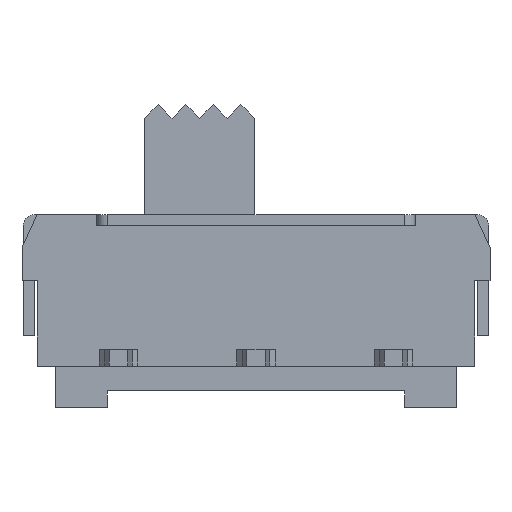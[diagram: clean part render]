
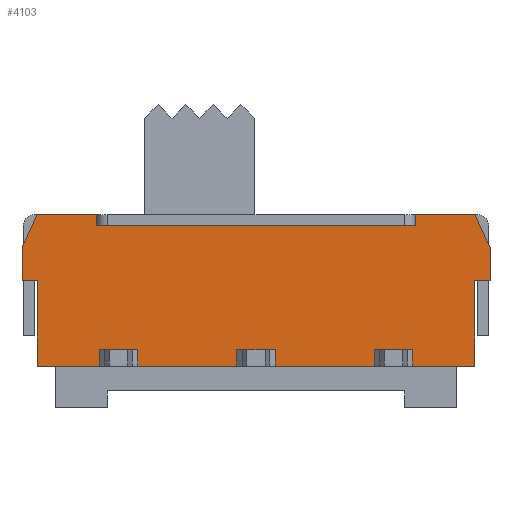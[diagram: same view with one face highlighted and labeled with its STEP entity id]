
A CAD part, left-side view. The second image highlights one B-rep face of the part: STEP entity #4103.
In plain terms, the highlighted planar face has unit normal (-1, 0, 0).
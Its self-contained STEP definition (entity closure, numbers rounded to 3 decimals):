
#342=FACE_OUTER_BOUND('',#540,.T.);
#540=EDGE_LOOP('',(#3419,#3420,#3421,#3422,#3423,#3424,#3425,#3426,#3427,
#3428,#3429,#3430,#3431,#3432,#3433,#3434,#3435,#3436,#3437,#3438,#3439,
#3440,#3441,#3442,#3443,#3444));
#786=LINE('',#5845,#1328);
#796=LINE('',#5864,#1338);
#939=LINE('',#6150,#1481);
#943=LINE('',#6156,#1485);
#959=LINE('',#6187,#1501);
#994=LINE('',#6263,#1536);
#998=LINE('',#6270,#1540);
#999=LINE('',#6273,#1541);
#1002=LINE('',#6279,#1544);
#1004=LINE('',#6283,#1546);
#1015=LINE('',#6304,#1557);
#1016=LINE('',#6306,#1558);
#1017=LINE('',#6308,#1559);
#1018=LINE('',#6310,#1560);
#1019=LINE('',#6312,#1561);
#1020=LINE('',#6314,#1562);
#1021=LINE('',#6315,#1563);
#1022=LINE('',#6316,#1564);
#1023=LINE('',#6318,#1565);
#1024=LINE('',#6320,#1566);
#1025=LINE('',#6322,#1567);
#1026=LINE('',#6324,#1568);
#1027=LINE('',#6326,#1569);
#1028=LINE('',#6328,#1570);
#1029=LINE('',#6330,#1571);
#1030=LINE('',#6331,#1572);
#1328=VECTOR('',#4778,0.275);
#1338=VECTOR('',#4792,5.8);
#1481=VECTOR('',#5033,0.66);
#1485=VECTOR('',#5041,0.6);
#1501=VECTOR('',#5071,0.275);
#1536=VECTOR('',#5120,0.66);
#1540=VECTOR('',#5128,1.075);
#1541=VECTOR('',#5133,0.2);
#1544=VECTOR('',#5140,0.2);
#1546=VECTOR('',#5146,1.075);
#1557=VECTOR('',#5173,0.3);
#1558=VECTOR('',#5174,1.8);
#1559=VECTOR('',#5175,0.3);
#1560=VECTOR('',#5176,0.7);
#1561=VECTOR('',#5177,0.3);
#1562=VECTOR('',#5178,1.125);
#1563=VECTOR('',#5179,1.55);
#1564=VECTOR('',#5180,0.6);
#1565=VECTOR('',#5181,1.55);
#1566=VECTOR('',#5182,1.125);
#1567=VECTOR('',#5183,0.3);
#1568=VECTOR('',#5184,0.7);
#1569=VECTOR('',#5185,0.3);
#1570=VECTOR('',#5186,1.8);
#1571=VECTOR('',#5187,0.3);
#1572=VECTOR('',#5188,0.7);
#1839=VERTEX_POINT('',#5842);
#1840=VERTEX_POINT('',#5844);
#1846=VERTEX_POINT('',#5861);
#1847=VERTEX_POINT('',#5863);
#1940=VERTEX_POINT('',#6147);
#1941=VERTEX_POINT('',#6149);
#1948=VERTEX_POINT('',#6184);
#1949=VERTEX_POINT('',#6186);
#1982=VERTEX_POINT('',#6260);
#1983=VERTEX_POINT('',#6262);
#1984=VERTEX_POINT('',#6268);
#1985=VERTEX_POINT('',#6277);
#1986=VERTEX_POINT('',#6302);
#1987=VERTEX_POINT('',#6303);
#1988=VERTEX_POINT('',#6305);
#1989=VERTEX_POINT('',#6307);
#1990=VERTEX_POINT('',#6309);
#1991=VERTEX_POINT('',#6311);
#1992=VERTEX_POINT('',#6313);
#1993=VERTEX_POINT('',#6317);
#1994=VERTEX_POINT('',#6319);
#1995=VERTEX_POINT('',#6321);
#1996=VERTEX_POINT('',#6323);
#1997=VERTEX_POINT('',#6325);
#1998=VERTEX_POINT('',#6327);
#1999=VERTEX_POINT('',#6329);
#2276=EDGE_CURVE('',#1839,#1840,#786,.T.);
#2286=EDGE_CURVE('',#1846,#1847,#796,.T.);
#2431=EDGE_CURVE('',#1940,#1941,#939,.T.);
#2435=EDGE_CURVE('',#1840,#1940,#943,.T.);
#2451=EDGE_CURVE('',#1948,#1949,#959,.T.);
#2486=EDGE_CURVE('',#1982,#1983,#994,.T.);
#2490=EDGE_CURVE('',#1984,#1982,#998,.T.);
#2491=EDGE_CURVE('',#1847,#1984,#999,.T.);
#2494=EDGE_CURVE('',#1985,#1846,#1002,.T.);
#2496=EDGE_CURVE('',#1941,#1985,#1004,.T.);
#2507=EDGE_CURVE('',#1986,#1987,#1015,.T.);
#2508=EDGE_CURVE('',#1988,#1986,#1016,.T.);
#2509=EDGE_CURVE('',#1989,#1988,#1017,.T.);
#2510=EDGE_CURVE('',#1990,#1989,#1018,.T.);
#2511=EDGE_CURVE('',#1991,#1990,#1019,.T.);
#2512=EDGE_CURVE('',#1992,#1991,#1020,.T.);
#2513=EDGE_CURVE('',#1949,#1992,#1021,.T.);
#2514=EDGE_CURVE('',#1983,#1948,#1022,.T.);
#2515=EDGE_CURVE('',#1993,#1839,#1023,.T.);
#2516=EDGE_CURVE('',#1994,#1993,#1024,.T.);
#2517=EDGE_CURVE('',#1995,#1994,#1025,.T.);
#2518=EDGE_CURVE('',#1996,#1995,#1026,.T.);
#2519=EDGE_CURVE('',#1997,#1996,#1027,.T.);
#2520=EDGE_CURVE('',#1998,#1997,#1028,.T.);
#2521=EDGE_CURVE('',#1999,#1998,#1029,.T.);
#2522=EDGE_CURVE('',#1987,#1999,#1030,.T.);
#3419=ORIENTED_EDGE('',*,*,#2507,.F.);
#3420=ORIENTED_EDGE('',*,*,#2508,.F.);
#3421=ORIENTED_EDGE('',*,*,#2509,.F.);
#3422=ORIENTED_EDGE('',*,*,#2510,.F.);
#3423=ORIENTED_EDGE('',*,*,#2511,.F.);
#3424=ORIENTED_EDGE('',*,*,#2512,.F.);
#3425=ORIENTED_EDGE('',*,*,#2513,.F.);
#3426=ORIENTED_EDGE('',*,*,#2451,.F.);
#3427=ORIENTED_EDGE('',*,*,#2514,.F.);
#3428=ORIENTED_EDGE('',*,*,#2486,.F.);
#3429=ORIENTED_EDGE('',*,*,#2490,.F.);
#3430=ORIENTED_EDGE('',*,*,#2491,.F.);
#3431=ORIENTED_EDGE('',*,*,#2286,.F.);
#3432=ORIENTED_EDGE('',*,*,#2494,.F.);
#3433=ORIENTED_EDGE('',*,*,#2496,.F.);
#3434=ORIENTED_EDGE('',*,*,#2431,.F.);
#3435=ORIENTED_EDGE('',*,*,#2435,.F.);
#3436=ORIENTED_EDGE('',*,*,#2276,.F.);
#3437=ORIENTED_EDGE('',*,*,#2515,.F.);
#3438=ORIENTED_EDGE('',*,*,#2516,.F.);
#3439=ORIENTED_EDGE('',*,*,#2517,.F.);
#3440=ORIENTED_EDGE('',*,*,#2518,.F.);
#3441=ORIENTED_EDGE('',*,*,#2519,.F.);
#3442=ORIENTED_EDGE('',*,*,#2520,.F.);
#3443=ORIENTED_EDGE('',*,*,#2521,.F.);
#3444=ORIENTED_EDGE('',*,*,#2522,.F.);
#3906=PLANE('',#4352);
#4103=ADVANCED_FACE('',(#342),#3906,.F.);
#4352=AXIS2_PLACEMENT_3D('',#6301,#5171,#5172);
#4778=DIRECTION('',(0.,1.,0.));
#4792=DIRECTION('',(0.,-1.,0.));
#5033=DIRECTION('',(0.,-0.417,0.909));
#5041=DIRECTION('',(0.,0.,1.));
#5071=DIRECTION('',(0.,1.,0.));
#5120=DIRECTION('',(0.,-0.417,-0.909));
#5128=DIRECTION('',(0.,-1.,0.));
#5133=DIRECTION('',(0.,0.,1.));
#5140=DIRECTION('',(0.,0.,-1.));
#5146=DIRECTION('',(0.,-1.,0.));
#5171=DIRECTION('center_axis',(1.,0.,0.));
#5172=DIRECTION('ref_axis',(0.,0.,-1.));
#5173=DIRECTION('',(0.,0.,1.));
#5174=DIRECTION('',(0.,1.,0.));
#5175=DIRECTION('',(0.,0.,-1.));
#5176=DIRECTION('',(0.,1.,0.));
#5177=DIRECTION('',(0.,0.,1.));
#5178=DIRECTION('',(0.,1.,0.));
#5179=DIRECTION('',(0.,0.,-1.));
#5180=DIRECTION('',(0.,0.,-1.));
#5181=DIRECTION('',(0.,0.,1.));
#5182=DIRECTION('',(0.,1.,0.));
#5183=DIRECTION('',(0.,0.,-1.));
#5184=DIRECTION('',(0.,1.,0.));
#5185=DIRECTION('',(0.,0.,1.));
#5186=DIRECTION('',(0.,1.,0.));
#5187=DIRECTION('',(0.,0.,-1.));
#5188=DIRECTION('',(0.,1.,0.));
#5842=CARTESIAN_POINT('',(-1.75,3.975,1.55));
#5844=CARTESIAN_POINT('',(-1.75,4.25,1.55));
#5845=CARTESIAN_POINT('',(-1.75,3.975,1.55));
#5861=CARTESIAN_POINT('',(-1.75,2.9,2.55));
#5863=CARTESIAN_POINT('',(-1.75,-2.9,2.55));
#5864=CARTESIAN_POINT('',(-1.75,2.9,2.55));
#6147=CARTESIAN_POINT('',(-1.75,4.25,2.15));
#6149=CARTESIAN_POINT('',(-1.75,3.975,2.75));
#6150=CARTESIAN_POINT('',(-1.75,4.25,2.15));
#6156=CARTESIAN_POINT('',(-1.75,4.25,1.55));
#6184=CARTESIAN_POINT('',(-1.75,-4.25,1.55));
#6186=CARTESIAN_POINT('',(-1.75,-3.975,1.55));
#6187=CARTESIAN_POINT('',(-1.75,-4.25,1.55));
#6260=CARTESIAN_POINT('',(-1.75,-3.975,2.75));
#6262=CARTESIAN_POINT('',(-1.75,-4.25,2.15));
#6263=CARTESIAN_POINT('',(-1.75,-3.975,2.75));
#6268=CARTESIAN_POINT('',(-1.75,-2.9,2.75));
#6270=CARTESIAN_POINT('',(-1.75,-2.9,2.75));
#6273=CARTESIAN_POINT('',(-1.75,-2.9,2.55));
#6277=CARTESIAN_POINT('',(-1.75,2.9,2.75));
#6279=CARTESIAN_POINT('',(-1.75,2.9,2.75));
#6283=CARTESIAN_POINT('',(-1.75,3.975,2.75));
#6301=CARTESIAN_POINT('Origin',(-1.75,0.,1.046));
#6302=CARTESIAN_POINT('',(-1.75,-0.35,0.));
#6303=CARTESIAN_POINT('',(-1.75,-0.35,0.3));
#6304=CARTESIAN_POINT('',(-1.75,-0.35,0.));
#6305=CARTESIAN_POINT('',(-1.75,-2.15,0.));
#6306=CARTESIAN_POINT('',(-1.75,-2.15,0.));
#6307=CARTESIAN_POINT('',(-1.75,-2.15,0.3));
#6308=CARTESIAN_POINT('',(-1.75,-2.15,0.3));
#6309=CARTESIAN_POINT('',(-1.75,-2.85,0.3));
#6310=CARTESIAN_POINT('',(-1.75,-2.85,0.3));
#6311=CARTESIAN_POINT('',(-1.75,-2.85,0.));
#6312=CARTESIAN_POINT('',(-1.75,-2.85,0.));
#6313=CARTESIAN_POINT('',(-1.75,-3.975,0.));
#6314=CARTESIAN_POINT('',(-1.75,-3.975,0.));
#6315=CARTESIAN_POINT('',(-1.75,-3.975,1.55));
#6316=CARTESIAN_POINT('',(-1.75,-4.25,2.15));
#6317=CARTESIAN_POINT('',(-1.75,3.975,0.));
#6318=CARTESIAN_POINT('',(-1.75,3.975,0.));
#6319=CARTESIAN_POINT('',(-1.75,2.85,0.));
#6320=CARTESIAN_POINT('',(-1.75,2.85,0.));
#6321=CARTESIAN_POINT('',(-1.75,2.85,0.3));
#6322=CARTESIAN_POINT('',(-1.75,2.85,0.3));
#6323=CARTESIAN_POINT('',(-1.75,2.15,0.3));
#6324=CARTESIAN_POINT('',(-1.75,2.15,0.3));
#6325=CARTESIAN_POINT('',(-1.75,2.15,0.));
#6326=CARTESIAN_POINT('',(-1.75,2.15,0.));
#6327=CARTESIAN_POINT('',(-1.75,0.35,0.));
#6328=CARTESIAN_POINT('',(-1.75,0.35,0.));
#6329=CARTESIAN_POINT('',(-1.75,0.35,0.3));
#6330=CARTESIAN_POINT('',(-1.75,0.35,0.3));
#6331=CARTESIAN_POINT('',(-1.75,-0.35,0.3));
